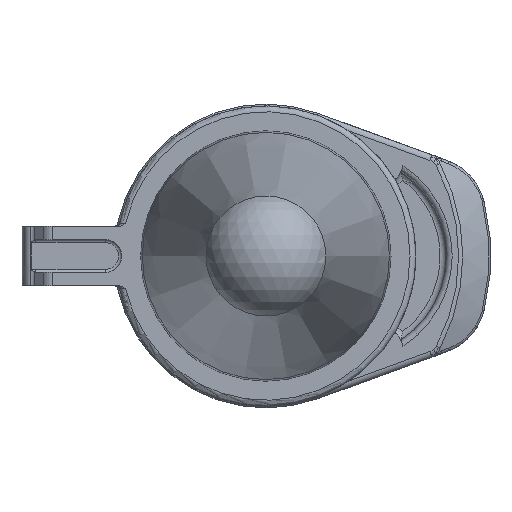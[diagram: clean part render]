
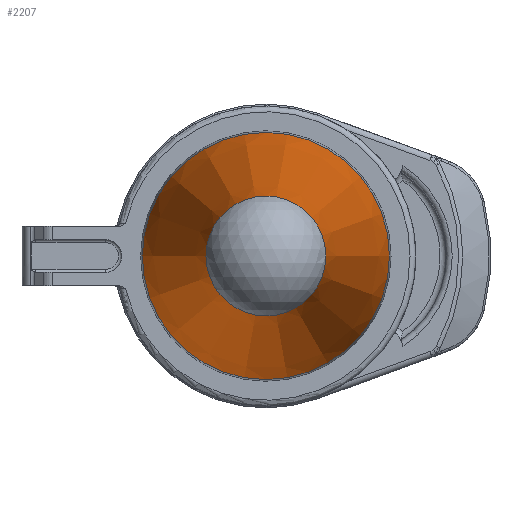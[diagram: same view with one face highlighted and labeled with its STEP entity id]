
A CAD part, front view. The second image highlights one B-rep face of the part: STEP entity #2207.
In plain terms, the highlighted conical face has half-angle 9.476 degrees and reference radius 3.928 mm.
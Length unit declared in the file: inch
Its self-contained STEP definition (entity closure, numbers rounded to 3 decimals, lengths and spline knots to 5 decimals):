
#23=CONICAL_SURFACE('',#2477,0.15464,0.165);
#197=LINE('',#5071,#309);
#309=VECTOR('',#3103,0.15464);
#488=FACE_OUTER_BOUND('',#626,.T.);
#626=EDGE_LOOP('',(#2042,#2043,#2044,#2045,#2046));
#773=CIRCLE('',#2474,0.20827);
#774=CIRCLE('',#2475,0.20827);
#776=CIRCLE('',#2478,0.101);
#1048=VERTEX_POINT('',#5063);
#1049=VERTEX_POINT('',#5064);
#1050=VERTEX_POINT('',#5069);
#1379=EDGE_CURVE('',#1048,#1049,#773,.T.);
#1380=EDGE_CURVE('',#1049,#1048,#774,.T.);
#1382=EDGE_CURVE('',#1050,#1050,#776,.T.);
#1383=EDGE_CURVE('',#1050,#1048,#197,.T.);
#2042=ORIENTED_EDGE('',*,*,#1382,.F.);
#2043=ORIENTED_EDGE('',*,*,#1383,.T.);
#2044=ORIENTED_EDGE('',*,*,#1379,.T.);
#2045=ORIENTED_EDGE('',*,*,#1380,.T.);
#2046=ORIENTED_EDGE('',*,*,#1383,.F.);
#2207=ADVANCED_FACE('',(#488),#23,.T.);
#2474=AXIS2_PLACEMENT_3D('',#5065,#3093,#3094);
#2475=AXIS2_PLACEMENT_3D('',#5066,#3095,#3096);
#2477=AXIS2_PLACEMENT_3D('',#5068,#3099,#3100);
#2478=AXIS2_PLACEMENT_3D('',#5070,#3101,#3102);
#3093=DIRECTION('center_axis',(0.,-1.,0.));
#3094=DIRECTION('ref_axis',(1.,0.,0.));
#3095=DIRECTION('center_axis',(0.,-1.,0.));
#3096=DIRECTION('ref_axis',(1.,0.,0.));
#3099=DIRECTION('center_axis',(0.,1.,0.));
#3100=DIRECTION('ref_axis',(1.,0.,0.));
#3101=DIRECTION('center_axis',(0.,-1.,0.));
#3102=DIRECTION('ref_axis',(1.,0.,0.));
#3103=DIRECTION('',(-0.165,0.986,0.));
#5063=CARTESIAN_POINT('',(-0.20827,0.71865,0.));
#5064=CARTESIAN_POINT('',(0.,0.71865,0.20827));
#5065=CARTESIAN_POINT('Origin',(0.,0.71865,0.));
#5066=CARTESIAN_POINT('Origin',(0.,0.71865,0.));
#5068=CARTESIAN_POINT('Origin',(0.,0.39732,0.));
#5069=CARTESIAN_POINT('',(-0.101,0.076,0.));
#5070=CARTESIAN_POINT('Origin',(0.,0.076,0.));
#5071=CARTESIAN_POINT('',(-0.15464,0.39732,0.));
